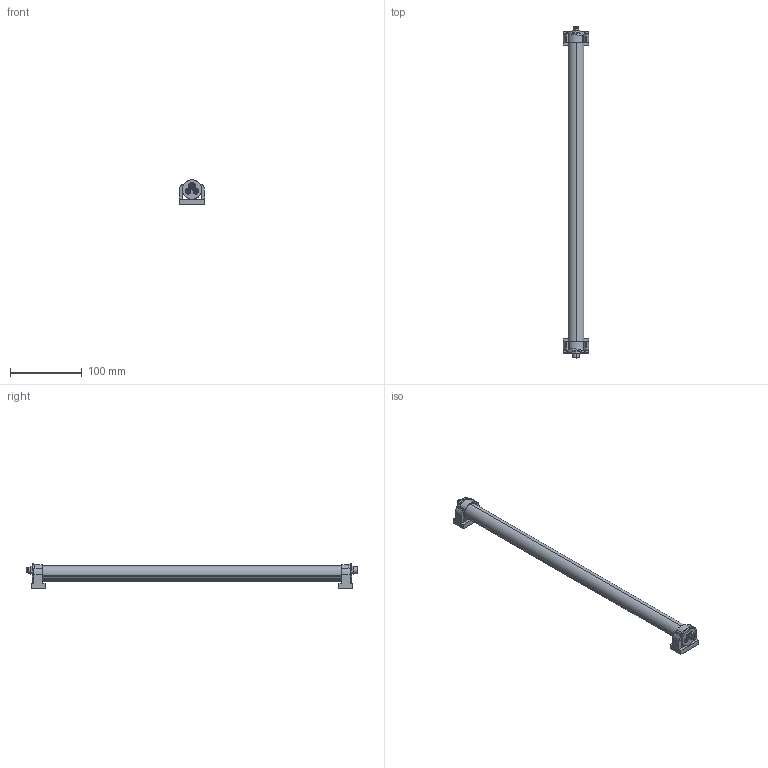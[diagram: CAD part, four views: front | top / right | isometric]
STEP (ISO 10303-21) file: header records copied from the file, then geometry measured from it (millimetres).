
FILE_DESCRIPTION(('CATIA V5 STEP Exchange','CAx-IF Rec.Pracs.--- Model Styling and Organization---1.4--- 2014-01-23'),'2;1');
FILE_NAME ('1483061-1_0', '2022-11-08T10:20:16+00:00', ('none'), ('Weidmueller'), 'CATIA Version 5-6 Release 2016 SP3 HF44', 'CATIA V5 STEP AP214', 'none');
FILE_SCHEMA(('AUTOMOTIVE_DESIGN { 1 0 10303 214 1 1 1 1 }'));
Length unit declared in the file: millimetre
Products named in the file (1): 2899840000
Bounding box: 35 x 464.04 x 34.07 mm (x, y, z)
Volume: 179086.9 mm3; surface area: 48813.5 mm2
Topology: 5 solids, 5 shells, 688 faces, 2089 edges, 1396 vertices
Faces by surface type: cylinder 263, cone 190, plane 171, bspline 36, sphere 16, torus 12
Entity records: 27309 total; most frequent: CARTESIAN_POINT 10559, ORIENTED_EDGE 4130, DIRECTION 2465, EDGE_CURVE 2065, VERTEX_POINT 1396, AXIS2_PLACEMENT_3D 1156, B_SPLINE_CURVE_WITH_KNOTS 824, EDGE_LOOP 723
